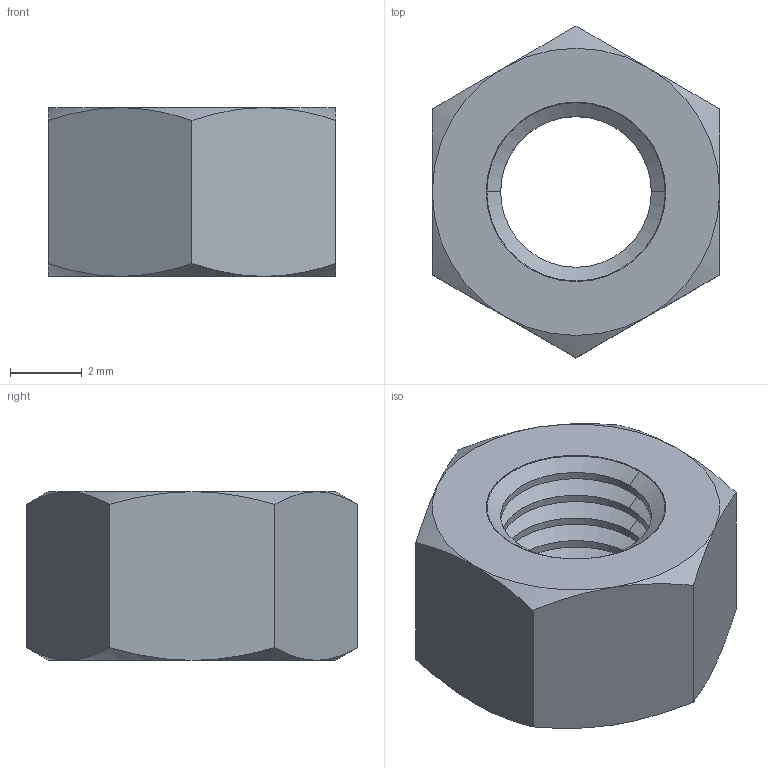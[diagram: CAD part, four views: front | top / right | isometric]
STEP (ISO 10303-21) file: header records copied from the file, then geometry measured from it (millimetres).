
FILE_DESCRIPTION (( 'STEP AP203' ), '1' );
FILE_NAME ('M5.STEP', '2017-02-24T06:11:14', ( '' ), ( '' ), 'SwSTEP 2.0', 'SolidWorks 2013', '' );
FILE_SCHEMA (( 'CONFIG_CONTROL_DESIGN' ));
Length unit declared in the file: millimetre
Products named in the file (1): M5
Bounding box: 8 x 9.24 x 4.7 mm (x, y, z)
Volume: 184.5 mm3; surface area: 299.4 mm2
Topology: 1 solids, 1 shells, 62 faces, 128 edges, 68 vertices
Faces by surface type: cone 40, cylinder 14, plane 8
Entity records: 1729 total; most frequent: CARTESIAN_POINT 363, DIRECTION 286, ORIENTED_EDGE 256, EDGE_CURVE 128, AXIS2_PLACEMENT_3D 119, VERTEX_POINT 68, EDGE_LOOP 64, FACE_OUTER_BOUND 62
